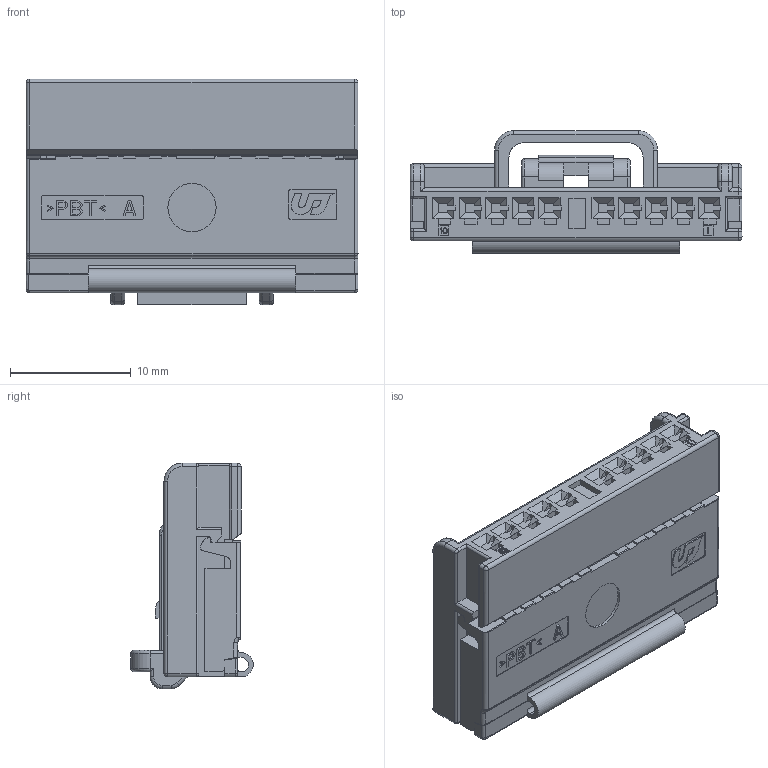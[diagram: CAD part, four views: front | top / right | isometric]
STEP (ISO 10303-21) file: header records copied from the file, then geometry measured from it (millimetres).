
FILE_DESCRIPTION((''),'2;1');
FILE_NAME('025_D_10F_HSG_B_LOCK','2023-01-04T14:36:37',('jhryu'),(''),'CREO PARAMETRIC BY PTC INC, 2017380','CREO PARAMETRIC BY PTC INC, 2017380','');
FILE_SCHEMA(('CONFIG_CONTROL_DESIGN'));
Length unit declared in the file: millimetre
Products named in the file (1): 025_D_10F_HSG_B_LOCK
Bounding box: 27.5 x 10.15 x 18.7 mm (x, y, z)
Volume: 2317.1 mm3; surface area: 2328.3 mm2
Topology: 1 solids, 1 shells, 817 faces, 2242 edges, 1457 vertices
Faces by surface type: plane 621, cylinder 160, torus 20, bspline 10, sphere 6
Entity records: 25897 total; most frequent: CARTESIAN_POINT 4999, ORIENTED_EDGE 4484, DIRECTION 4085, EDGE_CURVE 2242, VECTOR 1907, LINE 1907, VERTEX_POINT 1457, AXIS2_PLACEMENT_3D 1089
